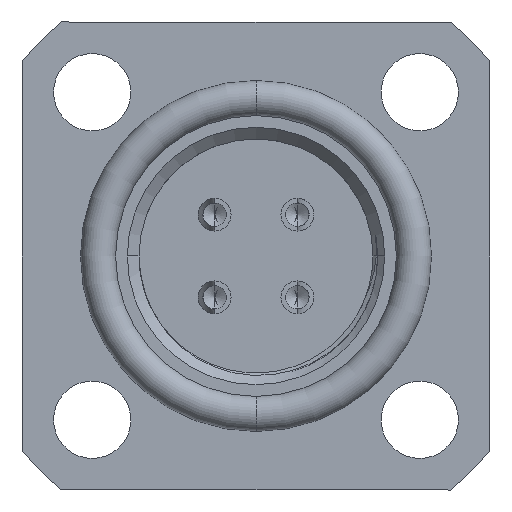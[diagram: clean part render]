
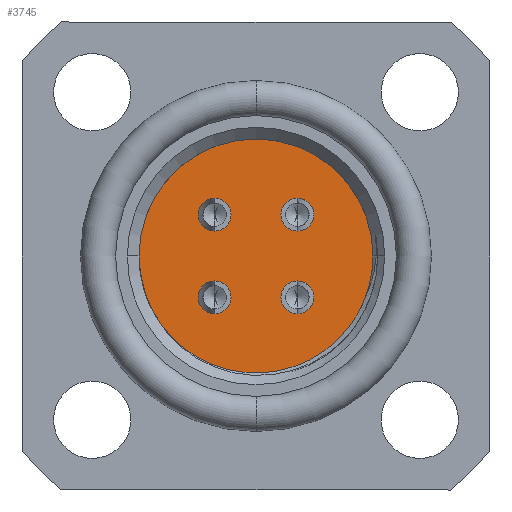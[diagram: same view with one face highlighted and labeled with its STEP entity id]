
A CAD part, left-side view. The second image highlights one B-rep face of the part: STEP entity #3745.
In plain terms, the highlighted face is planar.
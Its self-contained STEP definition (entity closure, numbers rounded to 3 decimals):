
#37 = DIRECTION ( 'NONE',  ( 0., 0., -1. ) ) ;
#142 = FACE_OUTER_BOUND ( 'NONE', #2239, .T. ) ;
#147 = AXIS2_PLACEMENT_3D ( 'NONE', #3744, #4470, #3709 ) ;
#211 = VERTEX_POINT ( 'NONE', #6324 ) ;
#271 = CARTESIAN_POINT ( 'NONE',  ( 11.2, -1.768, -1.768 ) ) ;
#313 = FACE_BOUND ( 'NONE', #1972, .T. ) ;
#371 = AXIS2_PLACEMENT_3D ( 'NONE', #4874, #6219, #4227 ) ;
#558 = EDGE_CURVE ( 'NONE', #4121, #4294, #6431, .T. ) ;
#708 = EDGE_CURVE ( 'NONE', #8285, #1891, #6297, .T. ) ;
#757 = CARTESIAN_POINT ( 'NONE',  ( 11.2, 1.768, -1.768 ) ) ;
#889 = ORIENTED_EDGE ( 'NONE', *, *, #7627, .F. ) ;
#1037 = ORIENTED_EDGE ( 'NONE', *, *, #3764, .F. ) ;
#1046 = ORIENTED_EDGE ( 'NONE', *, *, #7187, .F. ) ;
#1166 = CARTESIAN_POINT ( 'NONE',  ( 11.2, -1.768, 2.468 ) ) ;
#1283 = ORIENTED_EDGE ( 'NONE', *, *, #4377, .F. ) ;
#1294 = DIRECTION ( 'NONE',  ( 0., 0., -1. ) ) ;
#1301 = CARTESIAN_POINT ( 'NONE',  ( 11.2, 0., -5.25 ) ) ;
#1390 = DIRECTION ( 'NONE',  ( 0., 0., -1. ) ) ;
#1543 = CIRCLE ( 'NONE', #4599, 5.25 ) ;
#1554 = DIRECTION ( 'NONE',  ( 1., 0., 0. ) ) ;
#1600 = CARTESIAN_POINT ( 'NONE',  ( 11.2, 1.768, -1.768 ) ) ;
#1635 = CARTESIAN_POINT ( 'NONE',  ( 11.2, 0., 0. ) ) ;
#1673 = CIRCLE ( 'NONE', #2915, 0.7 ) ;
#1692 = DIRECTION ( 'NONE',  ( 0., 0., -1. ) ) ;
#1843 = DIRECTION ( 'NONE',  ( 0., 0., -1. ) ) ;
#1891 = VERTEX_POINT ( 'NONE', #7487 ) ;
#1900 = CIRCLE ( 'NONE', #5217, 0.7 ) ;
#1972 = EDGE_LOOP ( 'NONE', ( #889, #1046 ) ) ;
#2184 = FACE_BOUND ( 'NONE', #5418, .T. ) ;
#2239 = EDGE_LOOP ( 'NONE', ( #3112, #2674 ) ) ;
#2269 = DIRECTION ( 'NONE',  ( 0., 0., -1. ) ) ;
#2328 = EDGE_CURVE ( 'NONE', #1891, #8285, #6867, .T. ) ;
#2407 = DIRECTION ( 'NONE',  ( 1., 0., 0. ) ) ;
#2409 = ORIENTED_EDGE ( 'NONE', *, *, #7380, .F. ) ;
#2674 = ORIENTED_EDGE ( 'NONE', *, *, #8231, .T. ) ;
#2709 = EDGE_LOOP ( 'NONE', ( #5555, #7392 ) ) ;
#2778 = CIRCLE ( 'NONE', #147, 0.7 ) ;
#2915 = AXIS2_PLACEMENT_3D ( 'NONE', #7908, #6599, #1294 ) ;
#2960 = PLANE ( 'NONE',  #371 ) ;
#3112 = ORIENTED_EDGE ( 'NONE', *, *, #558, .T. ) ;
#3255 = CARTESIAN_POINT ( 'NONE',  ( 11.2, 0., 0. ) ) ;
#3338 = CIRCLE ( 'NONE', #5123, 0.7 ) ;
#3351 = CIRCLE ( 'NONE', #5281, 0.7 ) ;
#3537 = FACE_BOUND ( 'NONE', #4799, .T. ) ;
#3705 = CARTESIAN_POINT ( 'NONE',  ( 11.2, -1.768, 1.768 ) ) ;
#3709 = DIRECTION ( 'NONE',  ( 0., 0., -1. ) ) ;
#3744 = CARTESIAN_POINT ( 'NONE',  ( 11.2, 1.768, 1.768 ) ) ;
#3745 = ADVANCED_FACE ( 'NONE', ( #7488, #3537, #2184, #313, #142 ), #2960, .F. ) ;
#3764 = EDGE_CURVE ( 'NONE', #7429, #6407, #1900, .T. ) ;
#3855 = CIRCLE ( 'NONE', #8576, 0.7 ) ;
#3911 = ORIENTED_EDGE ( 'NONE', *, *, #8461, .F. ) ;
#3947 = AXIS2_PLACEMENT_3D ( 'NONE', #1635, #2407, #8291 ) ;
#4121 = VERTEX_POINT ( 'NONE', #1301 ) ;
#4194 = DIRECTION ( 'NONE',  ( 0., 0., -1. ) ) ;
#4227 = DIRECTION ( 'NONE',  ( 0., 0., 1. ) ) ;
#4294 = VERTEX_POINT ( 'NONE', #5596 ) ;
#4359 = AXIS2_PLACEMENT_3D ( 'NONE', #757, #6049, #4194 ) ;
#4377 = EDGE_CURVE ( 'NONE', #7189, #4530, #3855, .T. ) ;
#4421 = DIRECTION ( 'NONE',  ( 0., 0., -1. ) ) ;
#4470 = DIRECTION ( 'NONE',  ( 1., 0., 0. ) ) ;
#4530 = VERTEX_POINT ( 'NONE', #5194 ) ;
#4599 = AXIS2_PLACEMENT_3D ( 'NONE', #3255, #5982, #37 ) ;
#4677 = CARTESIAN_POINT ( 'NONE',  ( 11.2, -1.768, -1.068 ) ) ;
#4732 = CARTESIAN_POINT ( 'NONE',  ( 11.2, 1.768, 2.468 ) ) ;
#4799 = EDGE_LOOP ( 'NONE', ( #3911, #1037 ) ) ;
#4874 = CARTESIAN_POINT ( 'NONE',  ( 11.2, 4., 0. ) ) ;
#4985 = DIRECTION ( 'NONE',  ( 1., 0., 0. ) ) ;
#5123 = AXIS2_PLACEMENT_3D ( 'NONE', #7515, #1554, #4421 ) ;
#5194 = CARTESIAN_POINT ( 'NONE',  ( 11.2, -1.768, 1.068 ) ) ;
#5217 = AXIS2_PLACEMENT_3D ( 'NONE', #271, #5568, #2269 ) ;
#5281 = AXIS2_PLACEMENT_3D ( 'NONE', #7299, #6610, #1390 ) ;
#5418 = EDGE_LOOP ( 'NONE', ( #2409, #1283 ) ) ;
#5555 = ORIENTED_EDGE ( 'NONE', *, *, #708, .F. ) ;
#5568 = DIRECTION ( 'NONE',  ( 1., 0., 0. ) ) ;
#5596 = CARTESIAN_POINT ( 'NONE',  ( 11.2, 0., 5.25 ) ) ;
#5865 = CARTESIAN_POINT ( 'NONE',  ( 11.2, 1.768, -2.468 ) ) ;
#5982 = DIRECTION ( 'NONE',  ( 1., 0., 0. ) ) ;
#6049 = DIRECTION ( 'NONE',  ( 1., 0., 0. ) ) ;
#6219 = DIRECTION ( 'NONE',  ( -1., 0., 0. ) ) ;
#6297 = CIRCLE ( 'NONE', #4359, 0.7 ) ;
#6324 = CARTESIAN_POINT ( 'NONE',  ( 11.2, 1.768, 1.068 ) ) ;
#6407 = VERTEX_POINT ( 'NONE', #7267 ) ;
#6431 = CIRCLE ( 'NONE', #3947, 5.25 ) ;
#6599 = DIRECTION ( 'NONE',  ( 1., 0., 0. ) ) ;
#6610 = DIRECTION ( 'NONE',  ( 1., 0., 0. ) ) ;
#6867 = CIRCLE ( 'NONE', #6999, 0.7 ) ;
#6999 = AXIS2_PLACEMENT_3D ( 'NONE', #1600, #7190, #1843 ) ;
#7187 = EDGE_CURVE ( 'NONE', #8515, #211, #2778, .T. ) ;
#7189 = VERTEX_POINT ( 'NONE', #1166 ) ;
#7190 = DIRECTION ( 'NONE',  ( 1., 0., 0. ) ) ;
#7267 = CARTESIAN_POINT ( 'NONE',  ( 11.2, -1.768, -2.468 ) ) ;
#7299 = CARTESIAN_POINT ( 'NONE',  ( 11.2, -1.768, -1.768 ) ) ;
#7380 = EDGE_CURVE ( 'NONE', #4530, #7189, #1673, .T. ) ;
#7392 = ORIENTED_EDGE ( 'NONE', *, *, #2328, .F. ) ;
#7429 = VERTEX_POINT ( 'NONE', #4677 ) ;
#7487 = CARTESIAN_POINT ( 'NONE',  ( 11.2, 1.768, -1.068 ) ) ;
#7488 = FACE_BOUND ( 'NONE', #2709, .T. ) ;
#7515 = CARTESIAN_POINT ( 'NONE',  ( 11.2, 1.768, 1.768 ) ) ;
#7627 = EDGE_CURVE ( 'NONE', #211, #8515, #3338, .T. ) ;
#7908 = CARTESIAN_POINT ( 'NONE',  ( 11.2, -1.768, 1.768 ) ) ;
#8231 = EDGE_CURVE ( 'NONE', #4294, #4121, #1543, .T. ) ;
#8285 = VERTEX_POINT ( 'NONE', #5865 ) ;
#8291 = DIRECTION ( 'NONE',  ( 0., 0., -1. ) ) ;
#8461 = EDGE_CURVE ( 'NONE', #6407, #7429, #3351, .T. ) ;
#8515 = VERTEX_POINT ( 'NONE', #4732 ) ;
#8576 = AXIS2_PLACEMENT_3D ( 'NONE', #3705, #4985, #1692 ) ;
